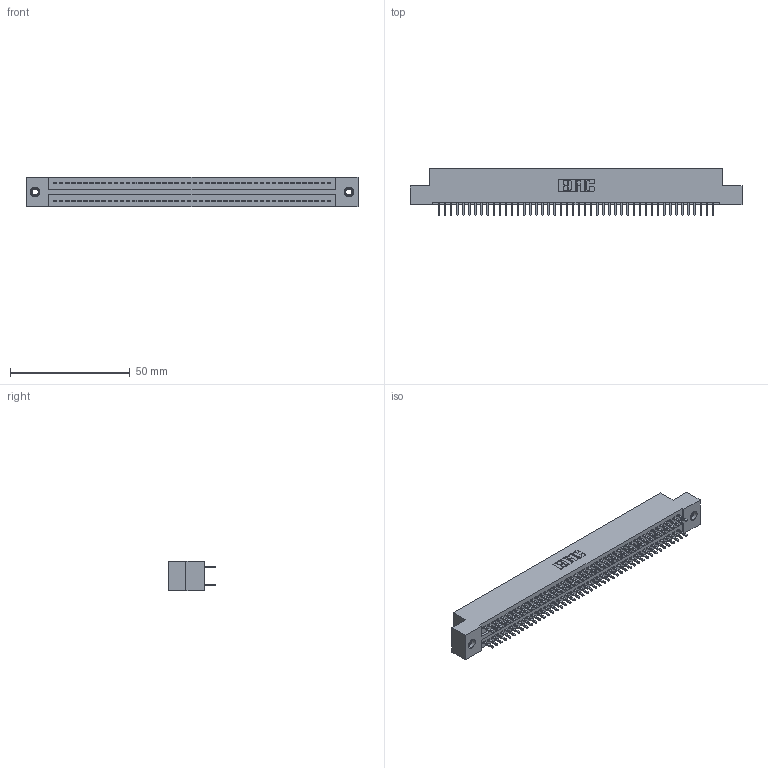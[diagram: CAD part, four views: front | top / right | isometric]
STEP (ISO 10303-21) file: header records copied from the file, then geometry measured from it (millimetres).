
FILE_DESCRIPTION (( 'STEP AP203' ), '1' );
FILE_NAME ('325-092-520-207.STEP', '2020-02-25T05:49:27', ( '' ), ( '' ), 'SwSTEP 2.0', 'SolidWorks 2016', '' );
FILE_SCHEMA (( 'CONFIG_CONTROL_DESIGN' ));
Length unit declared in the file: inch
Products named in the file (4): 325-292-001_325-293-120; 345-250-001_345-250-005-103; 325 Part_TI; 325-092-520-207
Assembly tree (95 placements, depth 2):
  325-092-520-207
    325 Part_TI
    325-292-001_325-293-120  x92
    345-250-001_345-250-005-103  x2
Bounding box: 138.56 x 19.68 x 12.45 mm (x, y, z)
Volume: 17895.7 mm3; surface area: 21595.5 mm2
Topology: 95 solids, 95 shells, 4958 faces, 14707 edges, 9674 vertices
Faces by surface type: plane 3414, cylinder 1528, cone 12, torus 4
Entity records: 30280 total; most frequent: CARTESIAN_POINT 4997, ORIENTED_EDGE 4926, DIRECTION 4293, EDGE_CURVE 2463, VECTOR 2315, LINE 2315, VERTEX_POINT 1636, AXIS2_PLACEMENT_3D 989
